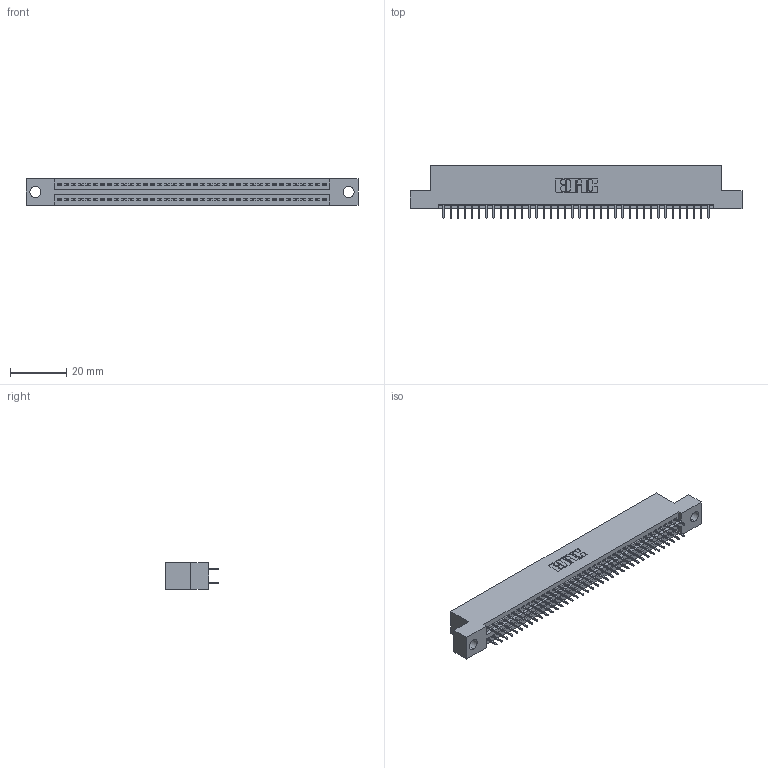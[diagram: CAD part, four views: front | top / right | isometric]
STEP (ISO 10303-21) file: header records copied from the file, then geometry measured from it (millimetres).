
FILE_DESCRIPTION (( 'STEP AP203' ), '1' );
FILE_NAME ('845-076-525-204.STEP', '2020-09-24T00:12:13', ( '' ), ( '' ), 'SwSTEP 2.0', 'SolidWorks 2020', '' );
FILE_SCHEMA (( 'CONFIG_CONTROL_DESIGN' ));
Length unit declared in the file: inch
Products named in the file (3): 845 Part_Flush Mounting Lugs - 0.156 Dia-TH; 345-292-001_345-293-125; 845-076-525-204
Assembly tree (77 placements, depth 2):
  845-076-525-204
    845 Part_Flush Mounting Lugs - 0.156 Dia-TH
    345-292-001_345-293-125  x76
Bounding box: 117.73 x 18.72 x 9.4 mm (x, y, z)
Volume: 11186.2 mm3; surface area: 15895.9 mm2
Topology: 77 solids, 77 shells, 4230 faces, 11969 edges, 7674 vertices
Faces by surface type: plane 3044, cylinder 1186
Entity records: 30431 total; most frequent: CARTESIAN_POINT 5104, ORIENTED_EDGE 5038, DIRECTION 4507, EDGE_CURVE 2519, LINE 2239, VECTOR 2239, VERTEX_POINT 1674, AXIS2_PLACEMENT_3D 1134
